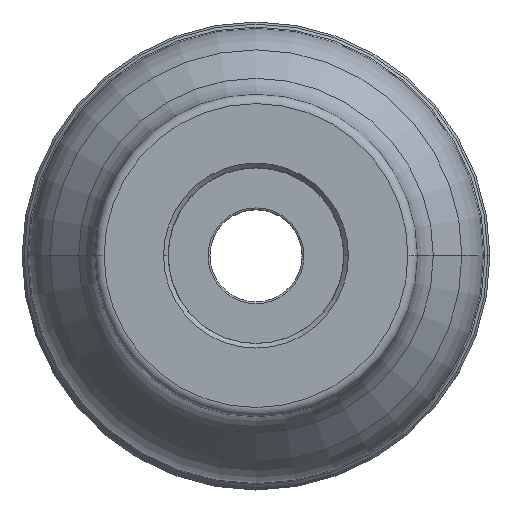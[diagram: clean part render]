
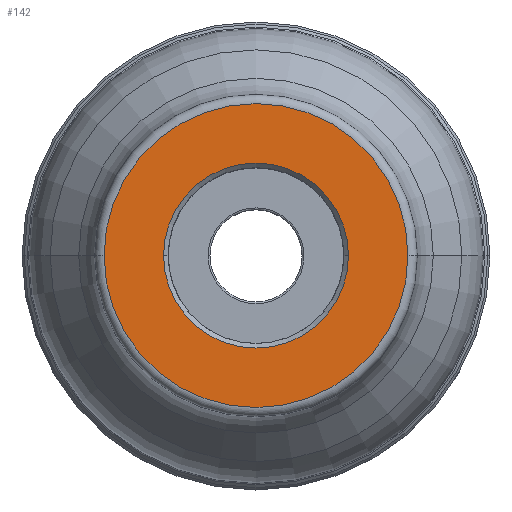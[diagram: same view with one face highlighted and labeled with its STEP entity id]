
A CAD part, top view. The second image highlights one B-rep face of the part: STEP entity #142.
In plain terms, the highlighted planar face has unit normal (0, 0, 1).
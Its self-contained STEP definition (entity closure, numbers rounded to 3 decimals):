
#82=PLANE('',#1507);
#92=FACE_BOUND('',#330,.T.);
#93=FACE_BOUND('',#331,.T.);
#142=ADVANCED_FACE('',(#92,#93),#82,.F.);
#330=EDGE_LOOP('',(#544,#545,#546,#547));
#331=EDGE_LOOP('',(#548,#549));
#544=ORIENTED_EDGE('',*,*,#930,.F.);
#545=ORIENTED_EDGE('',*,*,#928,.F.);
#546=ORIENTED_EDGE('',*,*,#927,.F.);
#547=ORIENTED_EDGE('',*,*,#931,.T.);
#548=ORIENTED_EDGE('',*,*,#932,.F.);
#549=ORIENTED_EDGE('',*,*,#933,.F.);
#784=VERTEX_POINT('',#2305);
#785=VERTEX_POINT('',#2307);
#786=VERTEX_POINT('',#2309);
#787=VERTEX_POINT('',#2313);
#788=VERTEX_POINT('',#2317);
#789=VERTEX_POINT('',#2318);
#927=EDGE_CURVE('',#784,#785,#1084,.T.);
#928=EDGE_CURVE('',#785,#786,#1085,.T.);
#930=EDGE_CURVE('',#786,#787,#1087,.T.);
#931=EDGE_CURVE('',#784,#787,#1088,.T.);
#932=EDGE_CURVE('',#788,#789,#1089,.T.);
#933=EDGE_CURVE('',#789,#788,#1090,.T.);
#1084=CIRCLE('',#1498,33.);
#1085=CIRCLE('',#1499,33.);
#1087=CIRCLE('',#1502,33.);
#1088=CIRCLE('',#1503,33.);
#1089=CIRCLE('',#1505,20.085);
#1090=CIRCLE('',#1506,20.085);
#1498=AXIS2_PLACEMENT_3D('',#2306,#1857,#1858);
#1499=AXIS2_PLACEMENT_3D('',#2308,#1859,#1860);
#1502=AXIS2_PLACEMENT_3D('',#2312,#1865,#1866);
#1503=AXIS2_PLACEMENT_3D('',#2314,#1867,#1868);
#1505=AXIS2_PLACEMENT_3D('',#2316,#1871,#1872);
#1506=AXIS2_PLACEMENT_3D('',#2319,#1873,#1874);
#1507=AXIS2_PLACEMENT_3D('',#2320,#1875,#1876);
#1857=DIRECTION('',(0.,0.,-1.));
#1858=DIRECTION('',(1.,0.,0.));
#1859=DIRECTION('',(0.,0.,-1.));
#1860=DIRECTION('',(1.,-0.001,0.));
#1865=DIRECTION('',(0.,0.,-1.));
#1866=DIRECTION('',(-1.,0.001,0.));
#1867=DIRECTION('',(0.,0.,1.));
#1868=DIRECTION('',(-1.,0.001,0.));
#1871=DIRECTION('',(0.,0.,1.));
#1872=DIRECTION('',(1.,0.,0.));
#1873=DIRECTION('',(0.,0.,1.));
#1874=DIRECTION('',(-1.,0.,0.));
#1875=DIRECTION('',(0.,0.,-1.));
#1876=DIRECTION('',(1.,0.,0.));
#2305=CARTESIAN_POINT('',(33.,0.,0.));
#2306=CARTESIAN_POINT('',(0.,0.,0.));
#2307=CARTESIAN_POINT('',(33.,-0.021,0.));
#2308=CARTESIAN_POINT('',(0.,0.,0.));
#2309=CARTESIAN_POINT('',(-33.,0.,0.));
#2312=CARTESIAN_POINT('',(0.,0.,0.));
#2313=CARTESIAN_POINT('',(-33.,0.021,0.));
#2314=CARTESIAN_POINT('',(0.,0.,0.));
#2316=CARTESIAN_POINT('',(0.,0.,0.));
#2317=CARTESIAN_POINT('',(20.085,0.,0.));
#2318=CARTESIAN_POINT('',(-20.085,0.,0.));
#2319=CARTESIAN_POINT('',(0.,0.,0.));
#2320=CARTESIAN_POINT('',(0.,0.,0.));
